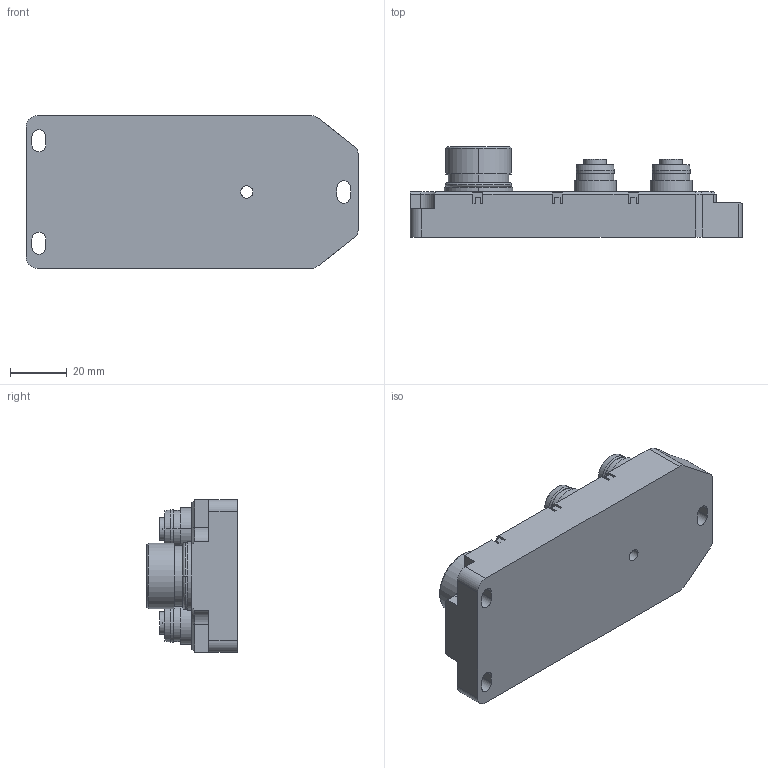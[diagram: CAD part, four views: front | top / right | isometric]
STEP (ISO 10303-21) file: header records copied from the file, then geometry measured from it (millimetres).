
FILE_DESCRIPTION((''),'2;1');
FILE_NAME('JB4M12-4N-T','2019-02-12T',('Dell'),(''),'CREO PARAMETRIC BY PTC INC, 2017020','CREO PARAMETRIC BY PTC INC, 2017020','');
FILE_SCHEMA(('CONFIG_CONTROL_DESIGN'));
Length unit declared in the file: millimetre
Products named in the file (1): JB4M12-4N-T
Bounding box: 116.5 x 31.8 x 53.5 mm (x, y, z)
Volume: 100436.1 mm3; surface area: 26033 mm2
Topology: 2 solids, 2 shells, 590 faces, 1501 edges, 984 vertices
Faces by surface type: plane 267, cylinder 251, sphere 42, cone 24, torus 6
Entity records: 17894 total; most frequent: DIRECTION 3304, CARTESIAN_POINT 3083, ORIENTED_EDGE 2918, EDGE_CURVE 1459, AXIS2_PLACEMENT_3D 1267, VERTEX_POINT 984, VECTOR 770, LINE 770
